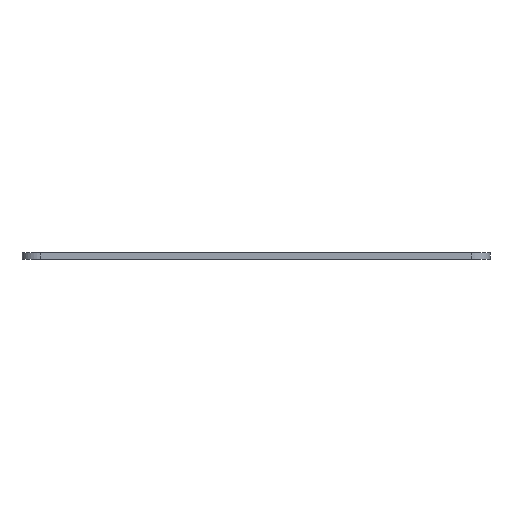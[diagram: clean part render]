
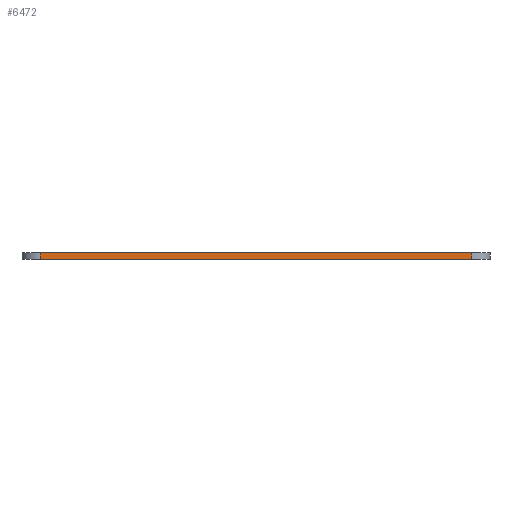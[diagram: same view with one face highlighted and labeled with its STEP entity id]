
A CAD part, left-side view. The second image highlights one B-rep face of the part: STEP entity #6472.
In plain terms, the highlighted planar face has unit normal (-1, 0, 0).
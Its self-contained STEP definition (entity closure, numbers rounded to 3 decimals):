
#6433=CARTESIAN_POINT('',(-44.487,-1.355,15.52));
#6434=DIRECTION('',(1.,0.,0.));
#6435=DIRECTION('',(-0.,1.,0.));
#6436=AXIS2_PLACEMENT_3D('',#6433,#6434,#6435);
#6437=PLANE('',#6436);
#6438=CARTESIAN_POINT('',(-44.487,46.237,14.02));
#6439=VERTEX_POINT('',#6438);
#6440=CARTESIAN_POINT('',(-44.487,-48.948,14.02));
#6441=VERTEX_POINT('',#6440);
#6442=CARTESIAN_POINT('',(-44.487,46.237,14.02));
#6443=DIRECTION('',(0.,-1.,0.));
#6444=VECTOR('',#6443,95.185);
#6445=LINE('',#6442,#6444);
#6446=EDGE_CURVE('',#6439,#6441,#6445,.T.);
#6447=ORIENTED_EDGE('',*,*,#6446,.T.);
#6448=CARTESIAN_POINT('',(-44.487,-48.948,15.52));
#6449=VERTEX_POINT('',#6448);
#6450=CARTESIAN_POINT('',(-44.487,-48.948,14.02));
#6451=DIRECTION('',(-0.,-0.,1.));
#6452=VECTOR('',#6451,1.5);
#6453=LINE('',#6450,#6452);
#6454=EDGE_CURVE('',#6441,#6449,#6453,.T.);
#6455=ORIENTED_EDGE('',*,*,#6454,.T.);
#6456=CARTESIAN_POINT('',(-44.487,46.237,15.52));
#6457=VERTEX_POINT('',#6456);
#6458=CARTESIAN_POINT('',(-44.487,46.237,15.52));
#6459=DIRECTION('',(0.,-1.,0.));
#6460=VECTOR('',#6459,95.185);
#6461=LINE('',#6458,#6460);
#6462=EDGE_CURVE('',#6457,#6449,#6461,.T.);
#6463=ORIENTED_EDGE('',*,*,#6462,.F.);
#6464=CARTESIAN_POINT('',(-44.487,46.237,15.52));
#6465=DIRECTION('',(0.,0.,-1.));
#6466=VECTOR('',#6465,1.5);
#6467=LINE('',#6464,#6466);
#6468=EDGE_CURVE('',#6457,#6439,#6467,.T.);
#6469=ORIENTED_EDGE('',*,*,#6468,.T.);
#6470=EDGE_LOOP('',(#6447,#6455,#6463,#6469));
#6471=FACE_BOUND('',#6470,.T.);
#6472=ADVANCED_FACE('',(#6471),#6437,.F.);
